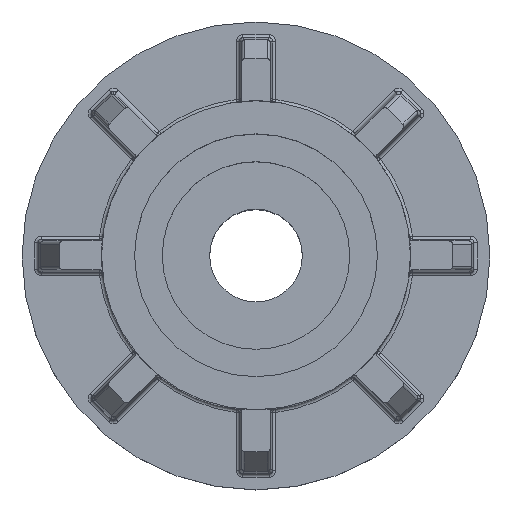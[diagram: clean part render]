
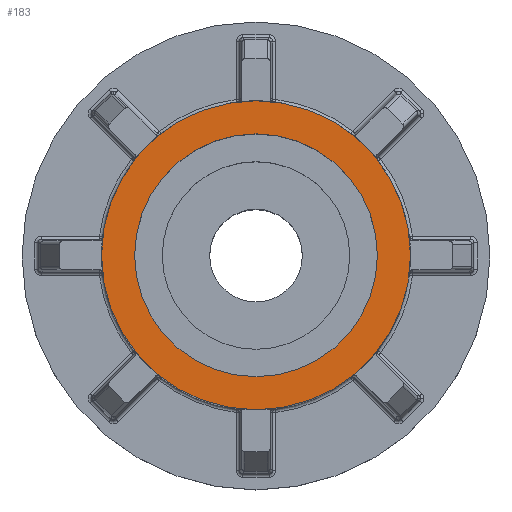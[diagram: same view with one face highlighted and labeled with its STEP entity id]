
A CAD part, top view. The second image highlights one B-rep face of the part: STEP entity #183.
In plain terms, the highlighted planar face has unit normal (0, 0, 1).
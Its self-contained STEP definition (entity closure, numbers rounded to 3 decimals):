
#65 = EDGE_CURVE ( 'NONE', #9273, #4357, #7983, .T. ) ;
#126 = FACE_BOUND ( 'NONE', #9191, .T. ) ;
#129 = CARTESIAN_POINT ( 'NONE',  ( 0., 0., 43. ) ) ;
#183 = ADVANCED_FACE ( 'NONE', ( #126, #9421 ), #3154, .T. ) ;
#317 = VERTEX_POINT ( 'NONE', #8969 ) ;
#777 = CIRCLE ( 'NONE', #4045, 14. ) ;
#868 = DIRECTION ( 'NONE',  ( 0., 0., 1. ) ) ;
#948 = DIRECTION ( 'NONE',  ( 1., 0., 0. ) ) ;
#1292 = ORIENTED_EDGE ( 'NONE', *, *, #2174, .F. ) ;
#1451 = ORIENTED_EDGE ( 'NONE', *, *, #65, .T. ) ;
#1547 = DIRECTION ( 'NONE',  ( 1., 0., 0. ) ) ;
#1576 = ORIENTED_EDGE ( 'NONE', *, *, #3058, .F. ) ;
#1582 = ORIENTED_EDGE ( 'NONE', *, *, #1694, .T. ) ;
#1682 = DIRECTION ( 'NONE',  ( 0., 0., 1. ) ) ;
#1694 = EDGE_CURVE ( 'NONE', #4357, #9273, #777, .T. ) ;
#2174 = EDGE_CURVE ( 'NONE', #2381, #317, #6216, .T. ) ;
#2381 = VERTEX_POINT ( 'NONE', #3451 ) ;
#2774 = CARTESIAN_POINT ( 'NONE',  ( 0., 0., 43. ) ) ;
#3058 = EDGE_CURVE ( 'NONE', #317, #2381, #4494, .T. ) ;
#3154 = PLANE ( 'NONE',  #9199 ) ;
#3451 = CARTESIAN_POINT ( 'NONE',  ( -11., 0., 43. ) ) ;
#3572 = DIRECTION ( 'NONE',  ( 1., 0., 0. ) ) ;
#3609 = AXIS2_PLACEMENT_3D ( 'NONE', #129, #5628, #948 ) ;
#4045 = AXIS2_PLACEMENT_3D ( 'NONE', #6240, #1682, #6929 ) ;
#4357 = VERTEX_POINT ( 'NONE', #4761 ) ;
#4494 = CIRCLE ( 'NONE', #8440, 11. ) ;
#4761 = CARTESIAN_POINT ( 'NONE',  ( -14., 0., 43. ) ) ;
#4881 = CARTESIAN_POINT ( 'NONE',  ( 14., 0., 43. ) ) ;
#4892 = AXIS2_PLACEMENT_3D ( 'NONE', #2774, #7790, #3572 ) ;
#5386 = CARTESIAN_POINT ( 'NONE',  ( 0., 0., 43. ) ) ;
#5544 = CARTESIAN_POINT ( 'NONE',  ( 0., 0., 43. ) ) ;
#5628 = DIRECTION ( 'NONE',  ( 0., 0., 1. ) ) ;
#6137 = DIRECTION ( 'NONE',  ( 0., 0., 1. ) ) ;
#6216 = CIRCLE ( 'NONE', #4892, 11. ) ;
#6240 = CARTESIAN_POINT ( 'NONE',  ( 0., 0., 43. ) ) ;
#6279 = DIRECTION ( 'NONE',  ( 1., 0., 0. ) ) ;
#6929 = DIRECTION ( 'NONE',  ( 1., 0., 0. ) ) ;
#7790 = DIRECTION ( 'NONE',  ( 0., 0., 1. ) ) ;
#7983 = CIRCLE ( 'NONE', #3609, 14. ) ;
#8440 = AXIS2_PLACEMENT_3D ( 'NONE', #5544, #868, #6279 ) ;
#8969 = CARTESIAN_POINT ( 'NONE',  ( 11., 0., 43. ) ) ;
#9017 = EDGE_LOOP ( 'NONE', ( #1582, #1451 ) ) ;
#9191 = EDGE_LOOP ( 'NONE', ( #1576, #1292 ) ) ;
#9199 = AXIS2_PLACEMENT_3D ( 'NONE', #5386, #6137, #1547 ) ;
#9273 = VERTEX_POINT ( 'NONE', #4881 ) ;
#9421 = FACE_OUTER_BOUND ( 'NONE', #9017, .T. ) ;
